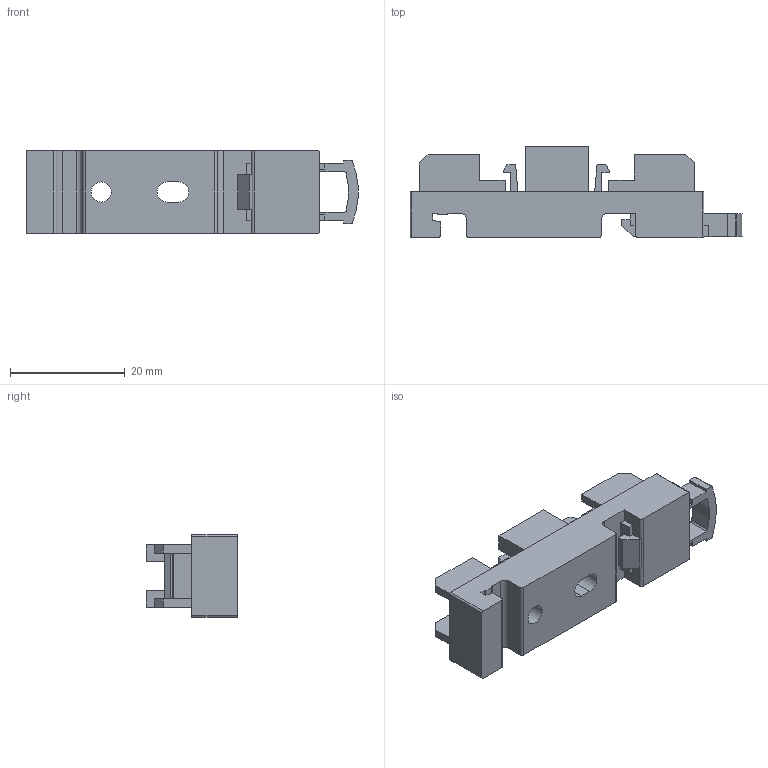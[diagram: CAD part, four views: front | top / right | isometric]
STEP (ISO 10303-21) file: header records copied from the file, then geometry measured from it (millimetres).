
FILE_DESCRIPTION(/* description */ ('STEP AP214'),/* implementation_level */ '2;1');
FILE_NAME(/* name */ '193641_VN-T3-BP-NRH',/* time_stamp */ '2024-09-11T13:47:41+02:00',/* author */ ('License CC BY-ND 4.0'),/* organization */ ('CADENAS'),/* preprocessor_version */ 'ST-DEVELOPER v19.3',/* originating_system */ 'PARTsolutions',/* authorisation */ ' ');
FILE_SCHEMA (('AUTOMOTIVE_DESIGN {1 0 10303 214 3 1 1}'));
Length unit declared in the file: millimetre
Products named in the file (1): 193641 VN-T3-BP-NRH
Bounding box: 57.86 x 15.9 x 14.4 mm (x, y, z)
Volume: 6045.4 mm3; surface area: 4467.5 mm2
Topology: 1 solids, 1 shells, 137 faces, 381 edges, 254 vertices
Faces by surface type: plane 114, cylinder 23
Full cylindrical faces by diameter (mm): 3.5 x1
Entity records: 5333 total; most frequent: CARTESIAN_POINT 772, ORIENTED_EDGE 760, DIRECTION 704, EDGE_CURVE 380, LINE 332, VECTOR 332, VERTEX_POINT 254, AXIS2_PLACEMENT_3D 186
